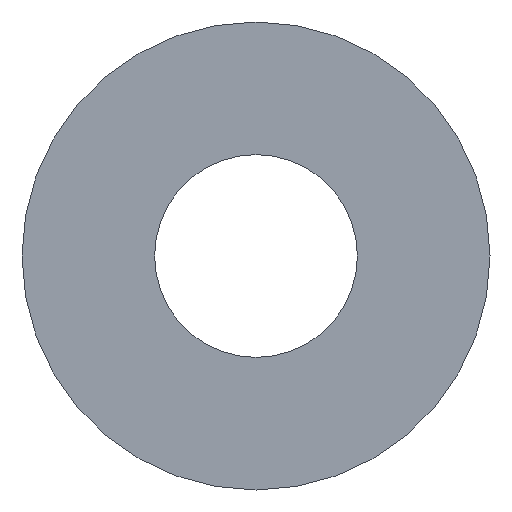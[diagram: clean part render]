
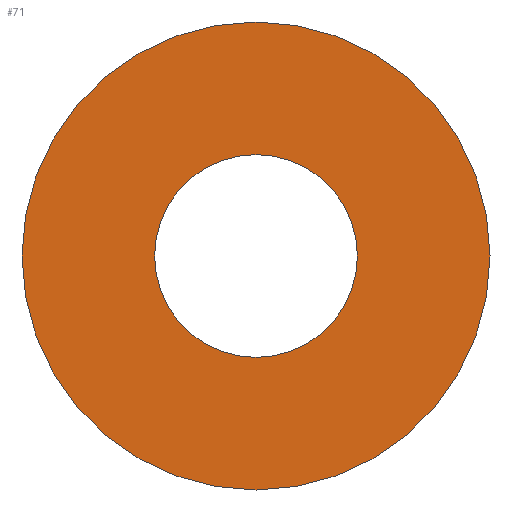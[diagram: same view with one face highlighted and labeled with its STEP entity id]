
A CAD part, front view. The second image highlights one B-rep face of the part: STEP entity #71.
In plain terms, the highlighted planar face has unit normal (0, -1, 0).
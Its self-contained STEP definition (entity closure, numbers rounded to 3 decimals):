
#5 = VERTEX_POINT ( 'NONE', #146 ) ;
#11 = DIRECTION ( 'NONE',  ( 0., 0., 1. ) ) ;
#25 = DIRECTION ( 'NONE',  ( 0., 0., 1. ) ) ;
#26 = DIRECTION ( 'NONE',  ( 0., 1., 0. ) ) ;
#32 = VERTEX_POINT ( 'NONE', #122 ) ;
#33 = EDGE_CURVE ( 'NONE', #5, #82, #128, .T. ) ;
#40 = AXIS2_PLACEMENT_3D ( 'NONE', #184, #103, #86 ) ;
#41 = CARTESIAN_POINT ( 'NONE',  ( 0., 0., 0. ) ) ;
#44 = CARTESIAN_POINT ( 'NONE',  ( 0., 0., 0. ) ) ;
#53 = CARTESIAN_POINT ( 'NONE',  ( 0., 0., 0. ) ) ;
#58 = AXIS2_PLACEMENT_3D ( 'NONE', #41, #191, #187 ) ;
#62 = AXIS2_PLACEMENT_3D ( 'NONE', #108, #140, #25 ) ;
#69 = CIRCLE ( 'NONE', #189, 7.5 ) ;
#71 = ADVANCED_FACE ( 'NONE', ( #89, #190 ), #204, .F. ) ;
#75 = DIRECTION ( 'NONE',  ( 0., 0., 1. ) ) ;
#82 = VERTEX_POINT ( 'NONE', #155 ) ;
#86 = DIRECTION ( 'NONE',  ( 0., 0., 1. ) ) ;
#89 = FACE_OUTER_BOUND ( 'NONE', #117, .T. ) ;
#91 = CIRCLE ( 'NONE', #112, 7.5 ) ;
#100 = ORIENTED_EDGE ( 'NONE', *, *, #33, .T. ) ;
#103 = DIRECTION ( 'NONE',  ( 0., 1., 0. ) ) ;
#108 = CARTESIAN_POINT ( 'NONE',  ( 0., 0., 0. ) ) ;
#110 = EDGE_CURVE ( 'NONE', #82, #5, #154, .T. ) ;
#112 = AXIS2_PLACEMENT_3D ( 'NONE', #53, #26, #75 ) ;
#117 = EDGE_LOOP ( 'NONE', ( #199, #201 ) ) ;
#122 = CARTESIAN_POINT ( 'NONE',  ( 0., 0., 7.5 ) ) ;
#123 = CARTESIAN_POINT ( 'NONE',  ( 0., 0., -7.5 ) ) ;
#128 = CIRCLE ( 'NONE', #40, 3.25 ) ;
#131 = EDGE_LOOP ( 'NONE', ( #147, #100 ) ) ;
#133 = EDGE_CURVE ( 'NONE', #149, #32, #91, .T. ) ;
#140 = DIRECTION ( 'NONE',  ( 0., 1., 0. ) ) ;
#146 = CARTESIAN_POINT ( 'NONE',  ( 0., 0., 3.25 ) ) ;
#147 = ORIENTED_EDGE ( 'NONE', *, *, #110, .T. ) ;
#149 = VERTEX_POINT ( 'NONE', #123 ) ;
#154 = CIRCLE ( 'NONE', #62, 3.25 ) ;
#155 = CARTESIAN_POINT ( 'NONE',  ( 0., 0., -3.25 ) ) ;
#167 = EDGE_CURVE ( 'NONE', #32, #149, #69, .T. ) ;
#175 = DIRECTION ( 'NONE',  ( 0., 1., 0. ) ) ;
#184 = CARTESIAN_POINT ( 'NONE',  ( 0., 0., 0. ) ) ;
#187 = DIRECTION ( 'NONE',  ( 0., 0., 1. ) ) ;
#189 = AXIS2_PLACEMENT_3D ( 'NONE', #44, #175, #11 ) ;
#190 = FACE_BOUND ( 'NONE', #131, .T. ) ;
#191 = DIRECTION ( 'NONE',  ( 0., 1., 0. ) ) ;
#199 = ORIENTED_EDGE ( 'NONE', *, *, #133, .F. ) ;
#201 = ORIENTED_EDGE ( 'NONE', *, *, #167, .F. ) ;
#204 = PLANE ( 'NONE',  #58 ) ;
